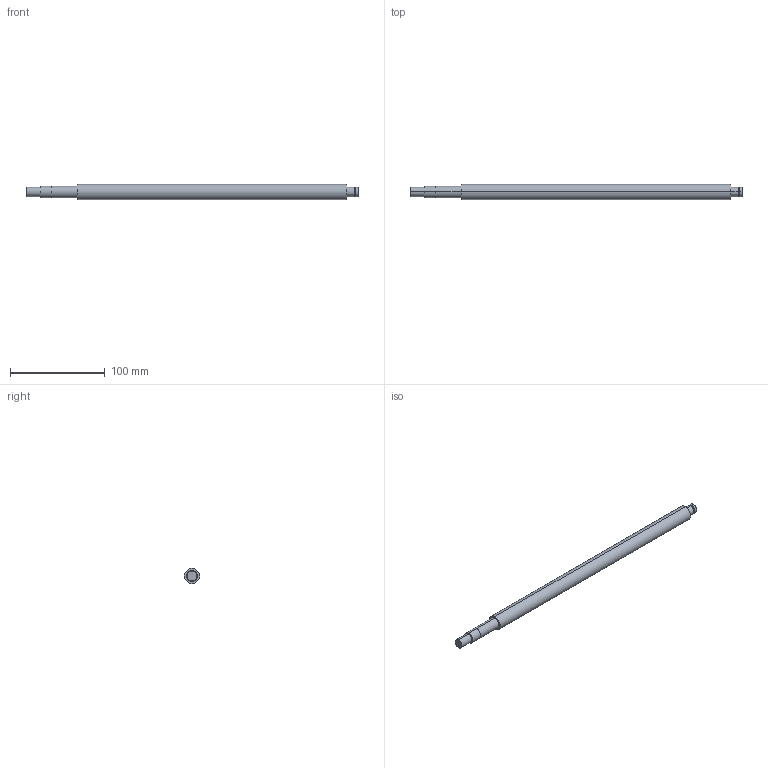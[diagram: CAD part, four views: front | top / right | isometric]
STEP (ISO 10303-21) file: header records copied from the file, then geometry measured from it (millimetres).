
FILE_DESCRIPTION (( 'STEP AP214' ), '1' );
FILE_NAME ('RM1650-0350-0200-FS BALL SCREW STEP.STEP', '2011-08-27T20:24:14', ( 'owner' ), ( '' ), 'SwSTEP 2.0', 'SolidWorks 2003240', '' );
FILE_SCHEMA (( 'AUTOMOTIVE_DESIGN' ));
Length unit declared in the file: millimetre
Products named in the file (1): RM1650-0350-0200-FS BALL SCREW STEP
Bounding box: 350 x 16 x 16 mm (x, y, z)
Volume: 63625.9 mm3; surface area: 17233.1 mm2
Topology: 2 solids, 2 shells, 23 faces, 42 edges, 28 vertices
Faces by surface type: cylinder 14, plane 9
Entity records: 660 total; most frequent: DIRECTION 118, CARTESIAN_POINT 94, ORIENTED_EDGE 84, AXIS2_PLACEMENT_3D 52, EDGE_CURVE 42, EDGE_LOOP 28, VERTEX_POINT 28, CIRCLE 28
